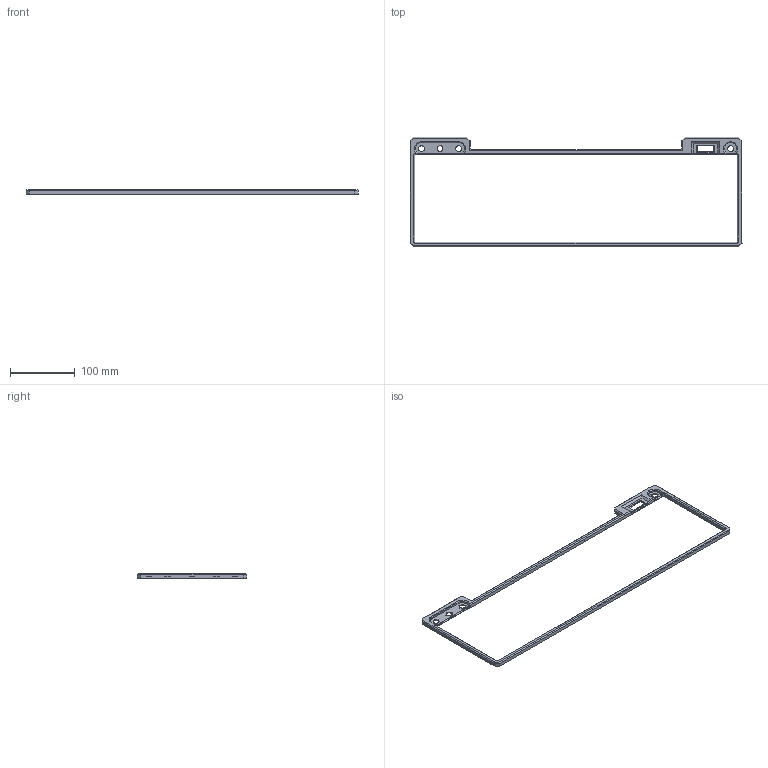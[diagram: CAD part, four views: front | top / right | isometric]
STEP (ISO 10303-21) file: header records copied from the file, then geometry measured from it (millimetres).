
FILE_DESCRIPTION(/* description */ (''),/* implementation_level */ '2;1');
FILE_NAME(/* name */ 'Top.step',/* time_stamp */ '2021-12-25T14:48:28+03:00',/* author */ (''),/* organization */ (''),/* preprocessor_version */ 'ST-DEVELOPER v18.1',/* originating_system */ 'Autodesk Translation Framework v10.10.0.1391',/* authorisation */ '');
FILE_SCHEMA (('AUTOMOTIVE_DESIGN { 1 0 10303 214 3 1 1 }'));
Length unit declared in the file: millimetre
Products named in the file (1): Top
Bounding box: 511.57 x 168.67 x 6.8 mm (x, y, z)
Volume: 67356.6 mm3; surface area: 42917.6 mm2
Topology: 1 solids, 1 shells, 440 faces, 998 edges, 612 vertices
Faces by surface type: plane 260, cylinder 145, cone 35
Full cylindrical faces by diameter (mm): 2 x32, 9 x4
Entity records: 12091 total; most frequent: DIRECTION 2161, CARTESIAN_POINT 2027, ORIENTED_EDGE 1948, EDGE_CURVE 974, AXIS2_PLACEMENT_3D 746, LINE 669, VECTOR 669, VERTEX_POINT 612
